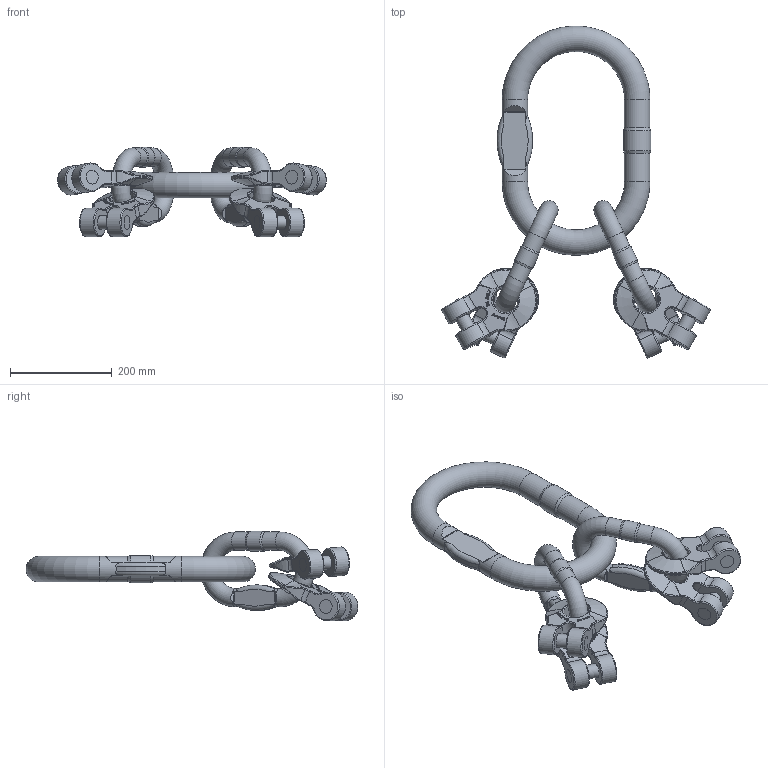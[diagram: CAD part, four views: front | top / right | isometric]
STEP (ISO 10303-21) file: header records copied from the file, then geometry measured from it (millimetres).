
FILE_DESCRIPTION(/* description */ (''),/* implementation_level */ '2;1');
FILE_NAME(/* name */ 'pewag_KMGW_4-22.stp',/* time_stamp */ '2023-01-27T14:26:38+01:00',/* author */ (''),/* organization */ (''),/* preprocessor_version */ 'ST-DEVELOPER v16',/* originating_system */ 'SIEMENS PLM Software NX 11.0',/* authorisation */ '');
FILE_SCHEMA (('AUTOMOTIVE_DESIGN { 1 0 10303 214 3 1 1 1 }'));
Length unit declared in the file: millimetre
Products named in the file (1): KSE2DF0FA72zqxw
Bounding box: 526.99 x 650.87 x 175.42 mm (x, y, z)
Volume: 4711514.2 mm3; surface area: 540030.3 mm2
Topology: 11 solids, 11 shells, 1155 faces, 3023 edges, 1928 vertices
Faces by surface type: plane 402, extrusion 396, cylinder 125, torus 114, bspline 96, sphere 16, cone 6
Full cylindrical faces by diameter (mm): 27 x12, 36 x4, 38.7 x2, 50 x8, 53.75 x1
Entity records: 43705 total; most frequent: CARTESIAN_POINT 18112, ORIENTED_EDGE 5920, DIRECTION 3808, EDGE_CURVE 2960, VERTEX_POINT 1928, B_SPLINE_CURVE_WITH_KNOTS 1740, VECTOR 1544, EDGE_LOOP 1286
